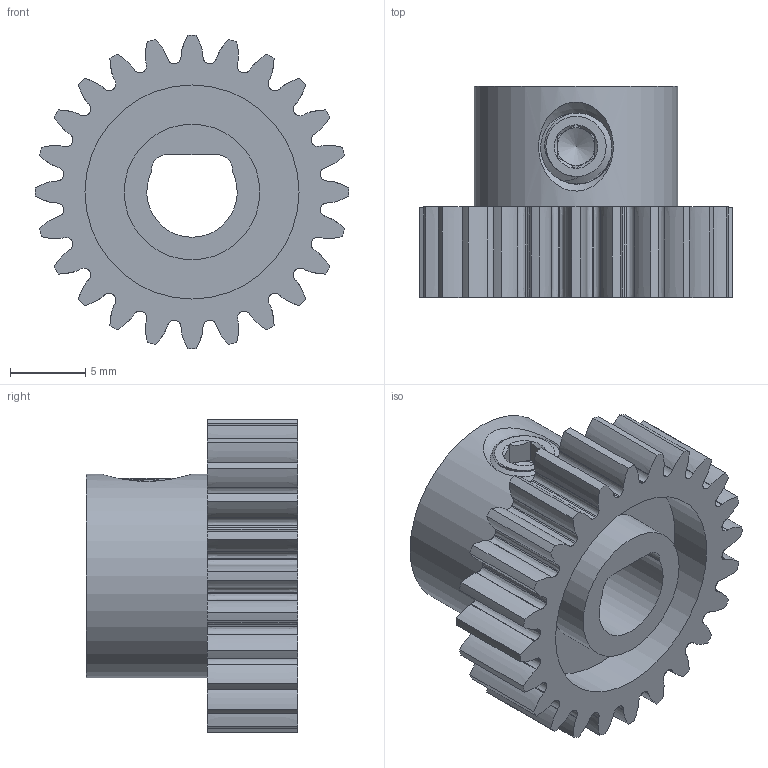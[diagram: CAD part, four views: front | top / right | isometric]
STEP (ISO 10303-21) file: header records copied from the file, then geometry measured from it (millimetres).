
FILE_DESCRIPTION( ( '' ), ' ' );
FILE_NAME( '5b2d18f4f5f54e0eb2635614.step', '2018-06-22T15:42:44', ( '' ), ( '' ), ' ', ' ', ' ' );
FILE_SCHEMA( ( 'AUTOMOTIVE_DESIGN { 1 0 10303 214 1 1 1 1 }' ) );
Length unit declared in the file: metre
Products named in the file (3): Assem1; 2301-0006-0024 without hardware; 2806-0005-0004
Assembly tree (2 placements, depth 2):
  Assem1
    2301-0006-0024 without hardware
    2806-0005-0004
Bounding box: 20.8 x 14 x 20.8 mm (x, y, z)
Volume: 2167.3 mm3; surface area: 2221.4 mm2
Topology: 2 solids, 2 shells, 239 faces, 682 edges, 448 vertices
Faces by surface type: extrusion 96, plane 68, cylinder 58, cone 12, bspline 5
Full cylindrical faces by diameter (mm): 9 x1, 13.5 x1, 14.2 x1
Entity records: 13441 total; most frequent: CARTESIAN_POINT 5675, ORIENTED_EDGE 1336, DIRECTION 950, EDGE_CURVE 668, VERTEX_POINT 444, VECTOR 410, LINE 314, B_SPLINE_CURVE_WITH_KNOTS 311
